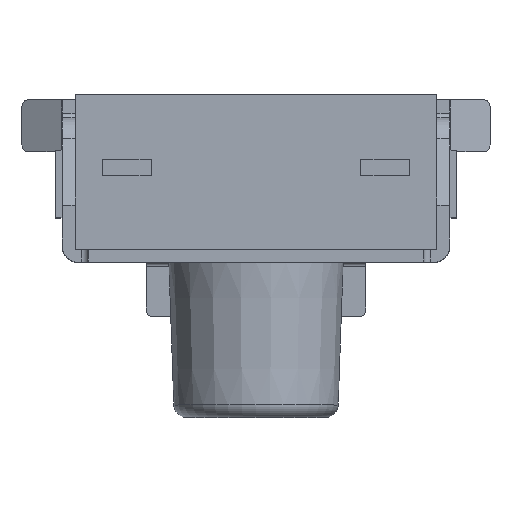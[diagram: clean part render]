
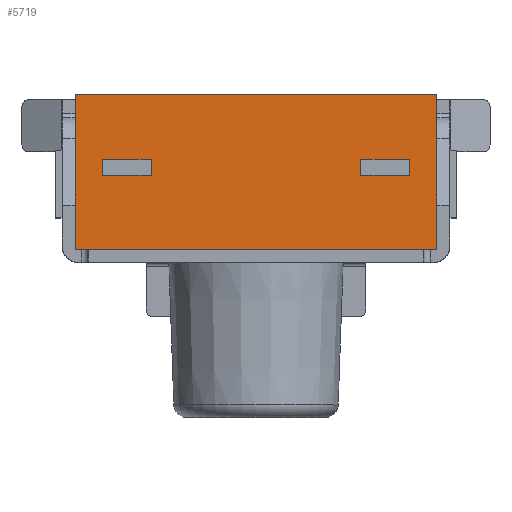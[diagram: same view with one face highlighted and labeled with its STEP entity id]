
A CAD part, top view. The second image highlights one B-rep face of the part: STEP entity #5719.
In plain terms, the highlighted planar face has unit normal (0, 0, 1).
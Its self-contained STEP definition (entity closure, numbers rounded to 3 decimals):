
#1088=ORIENTED_EDGE('',*,*,#1964,.F.);
#1089=ORIENTED_EDGE('',*,*,#1965,.F.);
#1090=ORIENTED_EDGE('',*,*,#1966,.F.);
#1091=ORIENTED_EDGE('',*,*,#1967,.F.);
#1092=ORIENTED_EDGE('',*,*,#1968,.F.);
#1093=ORIENTED_EDGE('',*,*,#1969,.F.);
#1094=ORIENTED_EDGE('',*,*,#1970,.F.);
#1095=ORIENTED_EDGE('',*,*,#1971,.F.);
#1096=ORIENTED_EDGE('',*,*,#1958,.F.);
#1097=ORIENTED_EDGE('',*,*,#1614,.F.);
#1098=ORIENTED_EDGE('',*,*,#1972,.T.);
#1099=ORIENTED_EDGE('',*,*,#1626,.T.);
#1614=EDGE_CURVE('',#2223,#2224,#2610,.T.);
#1626=EDGE_CURVE('',#2236,#2235,#2619,.T.);
#1958=EDGE_CURVE('',#2224,#2235,#2871,.T.);
#1964=EDGE_CURVE('',#2440,#2441,#2875,.T.);
#1965=EDGE_CURVE('',#2442,#2440,#2876,.T.);
#1966=EDGE_CURVE('',#2443,#2442,#2877,.T.);
#1967=EDGE_CURVE('',#2441,#2443,#2878,.T.);
#1968=EDGE_CURVE('',#2444,#2445,#2879,.T.);
#1969=EDGE_CURVE('',#2446,#2444,#2880,.T.);
#1970=EDGE_CURVE('',#2447,#2446,#2881,.T.);
#1971=EDGE_CURVE('',#2445,#2447,#2882,.T.);
#1972=EDGE_CURVE('',#2223,#2236,#2883,.T.);
#2223=VERTEX_POINT('',#7655);
#2224=VERTEX_POINT('',#7657);
#2235=VERTEX_POINT('',#7680);
#2236=VERTEX_POINT('',#7682);
#2440=VERTEX_POINT('',#8355);
#2441=VERTEX_POINT('',#8356);
#2442=VERTEX_POINT('',#8358);
#2443=VERTEX_POINT('',#8360);
#2444=VERTEX_POINT('',#8363);
#2445=VERTEX_POINT('',#8364);
#2446=VERTEX_POINT('',#8366);
#2447=VERTEX_POINT('',#8368);
#2610=LINE('',#7656,#3084);
#2619=LINE('',#7681,#3093);
#2871=LINE('',#8342,#3345);
#2875=LINE('',#8354,#3349);
#2876=LINE('',#8357,#3350);
#2877=LINE('',#8359,#3351);
#2878=LINE('',#8361,#3352);
#2879=LINE('',#8362,#3353);
#2880=LINE('',#8365,#3354);
#2881=LINE('',#8367,#3355);
#2882=LINE('',#8369,#3356);
#2883=LINE('',#8370,#3357);
#3084=VECTOR('',#6377,1000.);
#3093=VECTOR('',#6394,1000.);
#3345=VECTOR('',#7032,1000.);
#3349=VECTOR('',#7044,1000.);
#3350=VECTOR('',#7045,1000.);
#3351=VECTOR('',#7046,1000.);
#3352=VECTOR('',#7047,1000.);
#3353=VECTOR('',#7048,1000.);
#3354=VECTOR('',#7049,1000.);
#3355=VECTOR('',#7050,1000.);
#3356=VECTOR('',#7051,1000.);
#3357=VECTOR('',#7052,1000.);
#3584=EDGE_LOOP('',(#1088,#1089,#1090,#1091));
#3585=EDGE_LOOP('',(#1092,#1093,#1094,#1095));
#3586=EDGE_LOOP('',(#1096,#1097,#1098,#1099));
#3814=FACE_BOUND('',#3584,.T.);
#3815=FACE_BOUND('',#3585,.T.);
#3816=FACE_BOUND('',#3586,.T.);
#3997=PLANE('',#6059);
#5719=ADVANCED_FACE('',(#3814,#3815,#3816),#3997,.T.);
#6059=AXIS2_PLACEMENT_3D('',#8353,#7042,#7043);
#6377=DIRECTION('',(0.,-1.,0.));
#6394=DIRECTION('',(0.,-1.,0.));
#7032=DIRECTION('',(-1.,0.,0.));
#7042=DIRECTION('',(0.,0.,1.));
#7043=DIRECTION('',(1.,0.,0.));
#7044=DIRECTION('',(1.,0.,0.));
#7045=DIRECTION('',(0.,-1.,0.));
#7046=DIRECTION('',(-1.,0.,0.));
#7047=DIRECTION('',(0.,1.,0.));
#7048=DIRECTION('',(0.,-1.,0.));
#7049=DIRECTION('',(-1.,0.,0.));
#7050=DIRECTION('',(0.,1.,0.));
#7051=DIRECTION('',(1.,0.,0.));
#7052=DIRECTION('',(-1.,0.,0.));
#7655=CARTESIAN_POINT('',(2.8,1.13,6.55));
#7656=CARTESIAN_POINT('',(2.8,1.13,6.55));
#7657=CARTESIAN_POINT('',(2.8,-1.27,6.55));
#7680=CARTESIAN_POINT('',(-2.8,-1.27,6.55));
#7681=CARTESIAN_POINT('',(-2.8,1.13,6.55));
#7682=CARTESIAN_POINT('',(-2.8,1.13,6.55));
#8342=CARTESIAN_POINT('',(2.8,-1.27,6.55));
#8353=CARTESIAN_POINT('',(2.8,1.13,6.55));
#8354=CARTESIAN_POINT('',(2.8,-0.125,6.55));
#8355=CARTESIAN_POINT('',(1.625,-0.125,6.55));
#8356=CARTESIAN_POINT('',(2.375,-0.125,6.55));
#8357=CARTESIAN_POINT('',(1.625,1.13,6.55));
#8358=CARTESIAN_POINT('',(1.625,0.125,6.55));
#8359=CARTESIAN_POINT('',(2.8,0.125,6.55));
#8360=CARTESIAN_POINT('',(2.375,0.125,6.55));
#8361=CARTESIAN_POINT('',(2.375,1.13,6.55));
#8362=CARTESIAN_POINT('',(-2.375,1.13,6.55));
#8363=CARTESIAN_POINT('',(-2.375,0.125,6.55));
#8364=CARTESIAN_POINT('',(-2.375,-0.125,6.55));
#8365=CARTESIAN_POINT('',(2.8,0.125,6.55));
#8366=CARTESIAN_POINT('',(-1.625,0.125,6.55));
#8367=CARTESIAN_POINT('',(-1.625,1.13,6.55));
#8368=CARTESIAN_POINT('',(-1.625,-0.125,6.55));
#8369=CARTESIAN_POINT('',(2.8,-0.125,6.55));
#8370=CARTESIAN_POINT('',(2.8,1.13,6.55));
